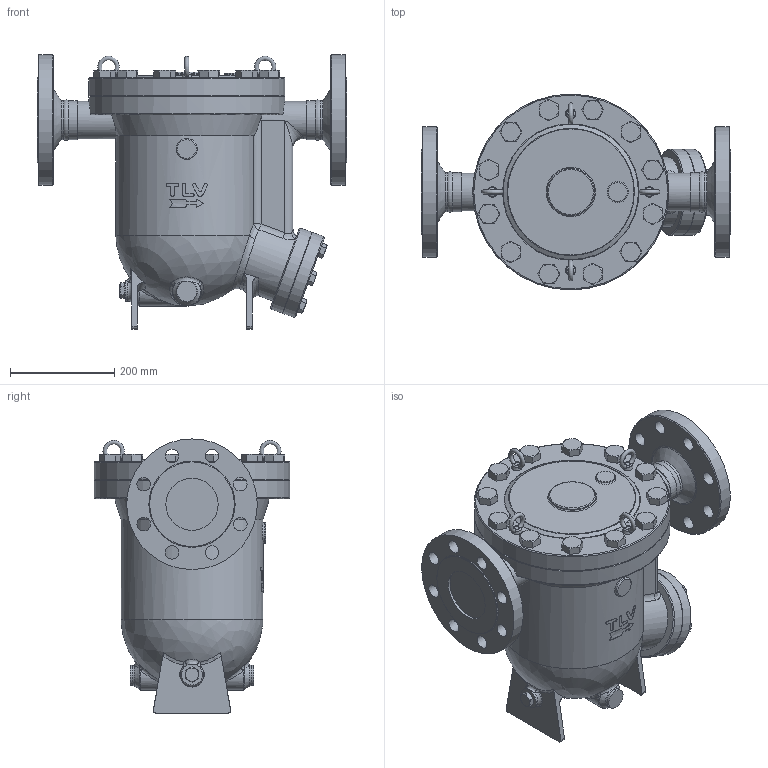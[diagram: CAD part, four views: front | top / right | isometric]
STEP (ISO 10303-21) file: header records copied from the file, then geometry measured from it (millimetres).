
FILE_DESCRIPTION((''),'2;1');
FILE_NAME('jh8rb-100-e0063-00.stp','2011-09-30T11:09:42',('asada'),(''),'Autodesk Inventor 2012','Autodesk Inventor 2012','');
FILE_SCHEMA(('AUTOMOTIVE_DESIGN { 1 0 10303 214 1 1 1 1 }'));
Length unit declared in the file: millimetre
Products named in the file (1): jh8rb-100-e0063-00
Bounding box: 592 x 375 x 525 mm (x, y, z)
Volume: 34043464.6 mm3; surface area: 1211074.6 mm2
Topology: 1 solids, 7 shells, 570 faces, 1342 edges, 840 vertices
Faces by surface type: plane 237, cone 125, cylinder 114, bspline 53, torus 38, sphere 3
Full cylindrical faces by diameter (mm): 13.835 x6, 16 x6, 19 x6, 20.752 x12, 24 x12, 26 x16, 27 x12, 36 x1, 38.672 x2, 40 x2, 72 x2, 75 x4, 90 x1, 100 x2, 105 x1, 162 x2, 165 x2, 250 x2, 286 x1, 375 x2
Entity records: 23608 total; most frequent: CARTESIAN_POINT 12154, ORIENTED_EDGE 2302, DIRECTION 2192, EDGE_CURVE 1151, AXIS2_PLACEMENT_3D 941, EDGE_LOOP 835, VERTEX_POINT 784, FACE_OUTER_BOUND 570
